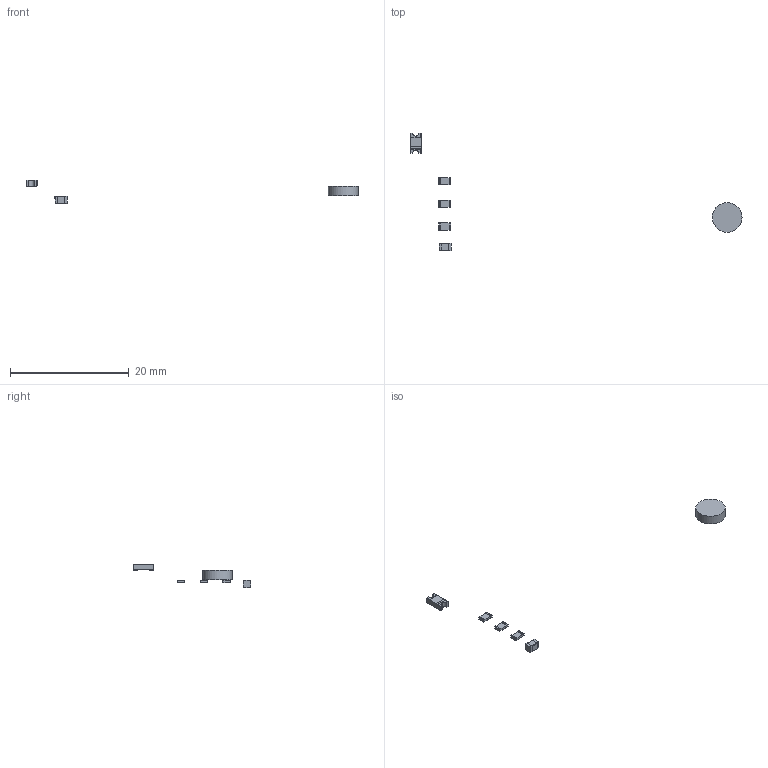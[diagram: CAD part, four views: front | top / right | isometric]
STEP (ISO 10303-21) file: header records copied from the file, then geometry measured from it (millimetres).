
FILE_DESCRIPTION(('KiCad electronic assembly'),'2;1');
FILE_NAME('co_sensor.step','2020-05-05T18:39:38',('An Author'),( 'A Company'),'Open CASCADE STEP processor 6.9', 'KiCad to STEP converter','Unknown');
FILE_SCHEMA(('AUTOMOTIVE_DESIGN { 1 0 10303 214 1 1 1 1 }'));
Length unit declared in the file: millimetre
Products named in the file (8): Open CASCADE STEP translator 6.9 1; R_0805_2012Metric; SOLID; D_1206_3216Metric; C_0805_2012Metric; COMPOUND
Assembly tree (9 placements, depth 3):
  Open CASCADE STEP translator 6.9 1
    R_0805_2012Metric  x3
      SOLID
    D_1206_3216Metric
      SOLID
    C_0805_2012Metric
      SOLID
    COMPOUND
Bounding box: 55.94 x 19.82 x 3.91 mm (x, y, z)
Volume: 42.4 mm3; surface area: 122.7 mm2
Topology: 6 solids, 6 shells, 148 faces, 387 edges, 254 vertices
Faces by surface type: plane 97, cylinder 51
Full cylindrical faces by diameter (mm): 5 x1
Entity records: 7509 total; most frequent: CARTESIAN_POINT 1633, DIRECTION 975, LINE 605, VECTOR 605, ORIENTED_EDGE 502, PCURVE 502, DEFINITIONAL_REPRESENTATION 502, EDGE_CURVE 251
